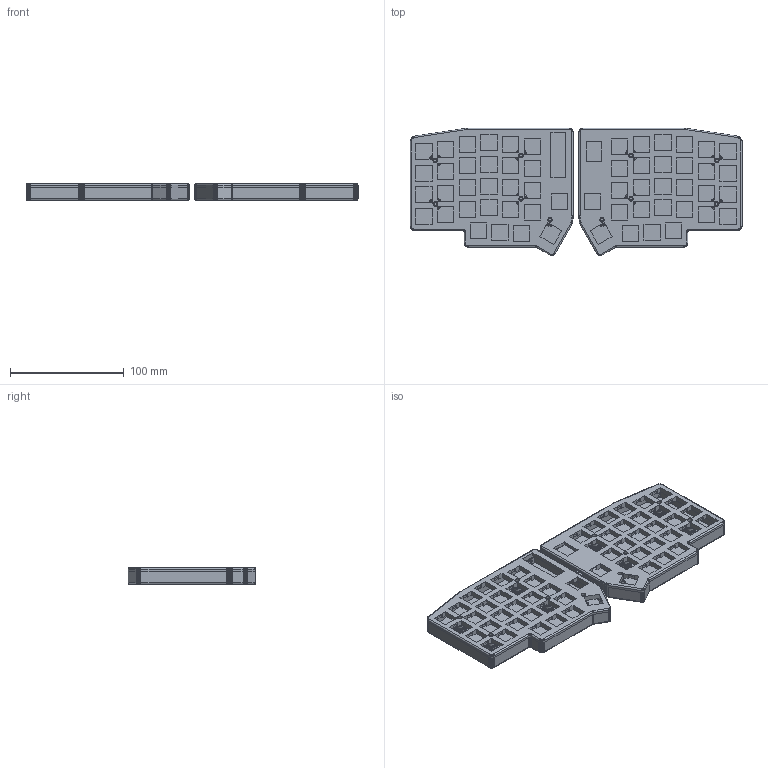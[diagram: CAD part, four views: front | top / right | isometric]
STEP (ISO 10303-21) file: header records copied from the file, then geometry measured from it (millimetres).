
FILE_DESCRIPTION(/* description */ (''),/* implementation_level */ '2;1');
FILE_NAME(/* name */ 'Lotus-58-USB-C-Case.step',/* time_stamp */ '2024-10-12T19:37:08+01:00',/* author */ (''),/* organization */ (''),/* preprocessor_version */ 'ST-DEVELOPER v20',/* originating_system */ 'Autodesk Translation Framework v13.20.0.188',/* authorisation */ '');
FILE_SCHEMA (('AUTOMOTIVE_DESIGN { 1 0 10303 214 3 1 1 }'));
Products named in the file (4): Case; Final Parts; LeftSide; RightSide
Assembly tree (3 placements, depth 3):
  Case
    Final Parts
      LeftSide
      RightSide
Bounding box: 291.69 x 112.13 x 14.4 mm (x, y, z)
Volume: 138782.1 mm3; surface area: 129155.3 mm2
Topology: 4 solids, 4 shells, 2290 faces, 6059 edges, 3803 vertices
Faces by surface type: plane 1428, cylinder 558, sphere 188, torus 80, bspline 36
Full cylindrical faces by diameter (mm): 2.4 x10, 3.4 x10, 4 x10, 6.5 x10, 10 x10
Entity records: 71090 total; most frequent: CARTESIAN_POINT 13387, ORIENTED_EDGE 12110, DIRECTION 11802, EDGE_CURVE 6055, LINE 4730, VECTOR 4730, VERTEX_POINT 3803, AXIS2_PLACEMENT_3D 3536
